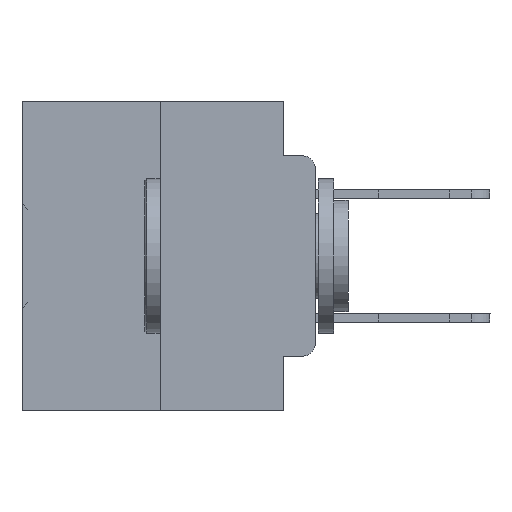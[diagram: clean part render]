
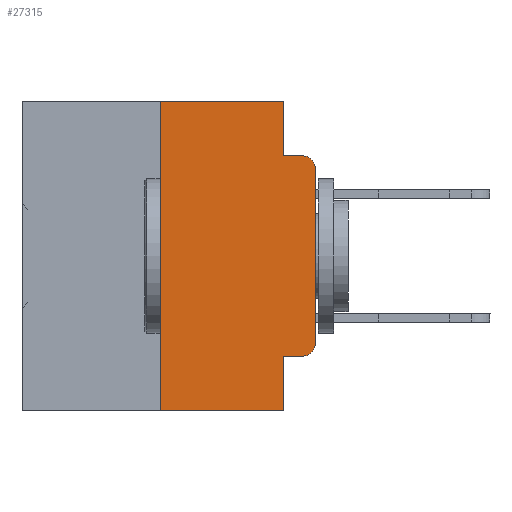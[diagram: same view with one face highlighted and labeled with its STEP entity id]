
A CAD part, left-side view. The second image highlights one B-rep face of the part: STEP entity #27315.
In plain terms, the highlighted planar face has unit normal (-1, 0, 0).
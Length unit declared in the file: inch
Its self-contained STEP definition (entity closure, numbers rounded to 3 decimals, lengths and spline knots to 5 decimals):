
#193 = CARTESIAN_POINT ( 'NONE',  ( 0., 0.051, -0.4115 ) ) ;
#849 = DIRECTION ( 'NONE',  ( 0., -1., 0. ) ) ;
#1169 = VERTEX_POINT ( 'NONE', #14905 ) ;
#1331 = ORIENTED_EDGE ( 'NONE', *, *, #20227, .F. ) ;
#1479 = CARTESIAN_POINT ( 'NONE',  ( 0., 0.02, -0.0885 ) ) ;
#1686 = FACE_OUTER_BOUND ( 'NONE', #22504, .T. ) ;
#2000 = CARTESIAN_POINT ( 'NONE',  ( 0., 0.473, 0. ) ) ;
#2012 = VERTEX_POINT ( 'NONE', #27902 ) ;
#2273 = CIRCLE ( 'NONE', #21802, 0.02 ) ;
#3046 = DIRECTION ( 'NONE',  ( 0., -1., 0. ) ) ;
#3050 = VERTEX_POINT ( 'NONE', #17958 ) ;
#3532 = CARTESIAN_POINT ( 'NONE',  ( 0., 0.02, -0.3915 ) ) ;
#4063 = VERTEX_POINT ( 'NONE', #21932 ) ;
#4179 = VERTEX_POINT ( 'NONE', #6158 ) ;
#4412 = DIRECTION ( 'NONE',  ( 0., -1., 0. ) ) ;
#5702 = EDGE_CURVE ( 'NONE', #4063, #11481, #32596, .T. ) ;
#6158 = CARTESIAN_POINT ( 'NONE',  ( 0., 0.051, -0.4115 ) ) ;
#6336 = EDGE_CURVE ( 'NONE', #18241, #3050, #6855, .T. ) ;
#6855 = CIRCLE ( 'NONE', #14553, 0.02 ) ;
#6910 = DIRECTION ( 'NONE',  ( 0., 0., -1. ) ) ;
#7527 = DIRECTION ( 'NONE',  ( 0., 0., -1. ) ) ;
#7542 = EDGE_CURVE ( 'NONE', #19328, #9573, #11639, .T. ) ;
#7774 = CARTESIAN_POINT ( 'NONE',  ( 0., 0.051, 0. ) ) ;
#8244 = ORIENTED_EDGE ( 'NONE', *, *, #23416, .F. ) ;
#8324 = EDGE_CURVE ( 'NONE', #20761, #11481, #2273, .T. ) ;
#8853 = CARTESIAN_POINT ( 'NONE',  ( 0., 0.02, -0.4115 ) ) ;
#9298 = DIRECTION ( 'NONE',  ( -1., 0., 0. ) ) ;
#9526 = VECTOR ( 'NONE', #25901, 39.37008 ) ;
#9559 = VECTOR ( 'NONE', #3046, 39.37008 ) ;
#9573 = VERTEX_POINT ( 'NONE', #24466 ) ;
#9919 = CARTESIAN_POINT ( 'NONE',  ( 0., 0.02, -0.1085 ) ) ;
#10112 = CARTESIAN_POINT ( 'NONE',  ( 0., 0., 0. ) ) ;
#10131 = VECTOR ( 'NONE', #6910, 39.37008 ) ;
#10413 = DIRECTION ( 'NONE',  ( 1., 0., 0. ) ) ;
#10792 = LINE ( 'NONE', #2000, #20545 ) ;
#11481 = VERTEX_POINT ( 'NONE', #1479 ) ;
#11639 = LINE ( 'NONE', #29217, #22797 ) ;
#12267 = ORIENTED_EDGE ( 'NONE', *, *, #21882, .F. ) ;
#12603 = LINE ( 'NONE', #10112, #20206 ) ;
#12812 = LINE ( 'NONE', #31263, #10131 ) ;
#14553 = AXIS2_PLACEMENT_3D ( 'NONE', #3532, #9298, #34916 ) ;
#14905 = CARTESIAN_POINT ( 'NONE',  ( 0., 0.25, 0. ) ) ;
#15671 = VECTOR ( 'NONE', #4412, 39.37008 ) ;
#15772 = LINE ( 'NONE', #31616, #9526 ) ;
#16532 = DIRECTION ( 'NONE',  ( 0., 0., -1. ) ) ;
#16538 = ORIENTED_EDGE ( 'NONE', *, *, #7542, .T. ) ;
#16847 = ORIENTED_EDGE ( 'NONE', *, *, #34993, .F. ) ;
#17265 = ORIENTED_EDGE ( 'NONE', *, *, #6336, .T. ) ;
#17650 = VECTOR ( 'NONE', #7527, 39.37008 ) ;
#17958 = CARTESIAN_POINT ( 'NONE',  ( 0., 0., -0.3915 ) ) ;
#18241 = VERTEX_POINT ( 'NONE', #8853 ) ;
#19328 = VERTEX_POINT ( 'NONE', #27349 ) ;
#20206 = VECTOR ( 'NONE', #21321, 39.37008 ) ;
#20227 = EDGE_CURVE ( 'NONE', #2012, #4063, #12812, .T. ) ;
#20545 = VECTOR ( 'NONE', #36111, 39.37008 ) ;
#20761 = VERTEX_POINT ( 'NONE', #28832 ) ;
#21321 = DIRECTION ( 'NONE',  ( 0., 0., 1. ) ) ;
#21621 = CARTESIAN_POINT ( 'NONE',  ( 0., 0.051, -0.0885 ) ) ;
#21802 = AXIS2_PLACEMENT_3D ( 'NONE', #9919, #29807, #35534 ) ;
#21882 = EDGE_CURVE ( 'NONE', #19328, #1169, #15772, .T. ) ;
#21932 = CARTESIAN_POINT ( 'NONE',  ( 0., 0.051, -0.0885 ) ) ;
#22145 = EDGE_CURVE ( 'NONE', #3050, #20761, #12603, .T. ) ;
#22504 = EDGE_LOOP ( 'NONE', ( #25425, #35123, #33046, #1331, #8244, #12267, #16538, #16847, #31572, #17265 ) ) ;
#22797 = VECTOR ( 'NONE', #849, 39.37008 ) ;
#23416 = EDGE_CURVE ( 'NONE', #1169, #2012, #10792, .T. ) ;
#24466 = CARTESIAN_POINT ( 'NONE',  ( 0., 0.051, -0.5 ) ) ;
#25425 = ORIENTED_EDGE ( 'NONE', *, *, #22145, .T. ) ;
#25901 = DIRECTION ( 'NONE',  ( 0., 0., 1. ) ) ;
#27315 = ADVANCED_FACE ( 'NONE', ( #1686 ), #36549, .F. ) ;
#27349 = CARTESIAN_POINT ( 'NONE',  ( 0., 0.25, -0.5 ) ) ;
#27696 = CARTESIAN_POINT ( 'NONE',  ( 0., 0.473, 0. ) ) ;
#27902 = CARTESIAN_POINT ( 'NONE',  ( 0., 0.051, 0. ) ) ;
#28811 = EDGE_CURVE ( 'NONE', #4179, #18241, #32264, .T. ) ;
#28832 = CARTESIAN_POINT ( 'NONE',  ( 0., 0., -0.1085 ) ) ;
#29022 = AXIS2_PLACEMENT_3D ( 'NONE', #27696, #10413, #16532 ) ;
#29217 = CARTESIAN_POINT ( 'NONE',  ( 0., 0.473, -0.5 ) ) ;
#29807 = DIRECTION ( 'NONE',  ( -1., 0., 0. ) ) ;
#31263 = CARTESIAN_POINT ( 'NONE',  ( 0., 0.051, 0. ) ) ;
#31572 = ORIENTED_EDGE ( 'NONE', *, *, #28811, .T. ) ;
#31616 = CARTESIAN_POINT ( 'NONE',  ( 0., 0.25, 0. ) ) ;
#32264 = LINE ( 'NONE', #193, #9559 ) ;
#32596 = LINE ( 'NONE', #21621, #15671 ) ;
#33046 = ORIENTED_EDGE ( 'NONE', *, *, #5702, .F. ) ;
#34120 = LINE ( 'NONE', #7774, #17650 ) ;
#34916 = DIRECTION ( 'NONE',  ( 0., 0., -1. ) ) ;
#34993 = EDGE_CURVE ( 'NONE', #4179, #9573, #34120, .T. ) ;
#35123 = ORIENTED_EDGE ( 'NONE', *, *, #8324, .T. ) ;
#35534 = DIRECTION ( 'NONE',  ( 0., 0., -1. ) ) ;
#36111 = DIRECTION ( 'NONE',  ( 0., -1., 0. ) ) ;
#36549 = PLANE ( 'NONE',  #29022 ) ;
